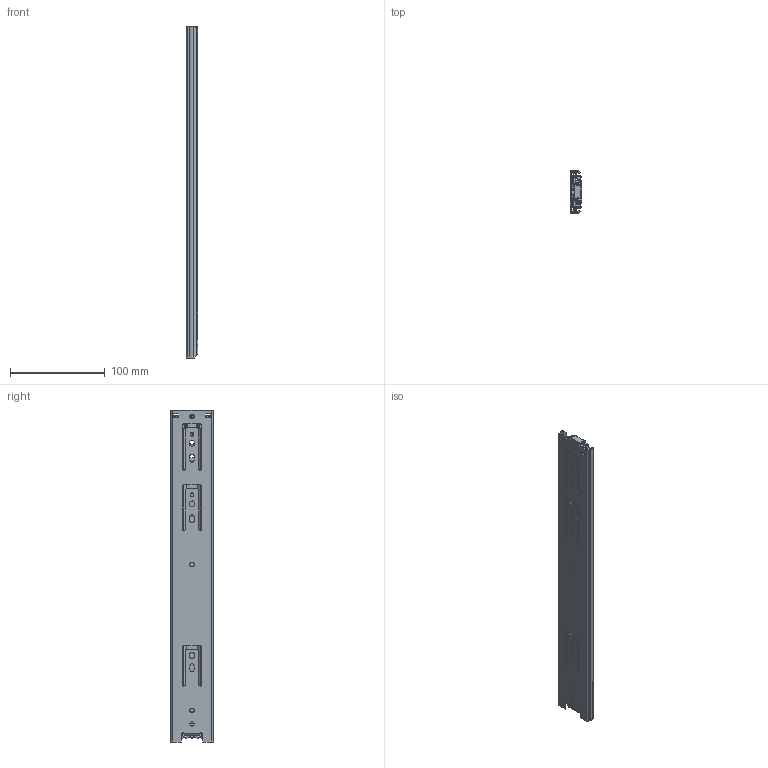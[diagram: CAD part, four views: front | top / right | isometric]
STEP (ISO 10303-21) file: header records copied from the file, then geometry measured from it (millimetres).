
FILE_DESCRIPTION (( 'STEP AP214' ), '1' );
FILE_NAME ('FR_5000_OE.0350mm_14inch_closed.STEP', '2022-10-24T08:57:15', ( '' ), ( '' ), 'SwSTEP 2.0', 'SolidWorks 2020', '' );
FILE_SCHEMA (( 'AUTOMOTIVE_DESIGN' ));
Length unit declared in the file: millimetre
Products named in the file (11): 5000.XXX-03.T030_NL  350; 5000 DETENT; 5000.XXX-01.T030_NL  350; 5000 MIDDLE STOP NEW; 5000 TRIGGER; 5000.XXX-02.T030_NL  350; 5000 RIVET; FR_5000_OE.0350mm_14inch_closed
Assembly tree (10 placements, depth 3):
  FR_5000_OE.0350mm_14inch_closed
    5000.XXX-01.T030_NL  350
      5000.XXX-01.T030_NL  350
      5000 DETENT
    5000.XXX-02.T030_NL  350
      5000.XXX-02.T030_NL  350
      5000 MIDDLE STOP NEW
    5000.XXX-03.T030_NL  350
      5000.XXX-03.T030_NL  350
      5000 TRIGGER
      5000 RIVET
Bounding box: 12.3 x 45.7 x 350 mm (x, y, z)
Volume: 64887.2 mm3; surface area: 106137.9 mm2
Topology: 7 solids, 7 shells, 782 faces, 2007 edges, 1235 vertices
Faces by surface type: plane 401, cylinder 337, bspline 36, cone 6, torus 2
Entity records: 25258 total; most frequent: CARTESIAN_POINT 5729, DIRECTION 4076, ORIENTED_EDGE 4008, EDGE_CURVE 2004, AXIS2_PLACEMENT_3D 1444, VERTEX_POINT 1235, VECTOR 1188, LINE 1188
